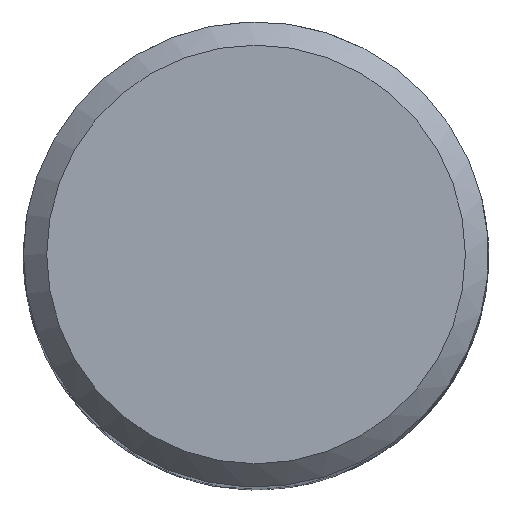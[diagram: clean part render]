
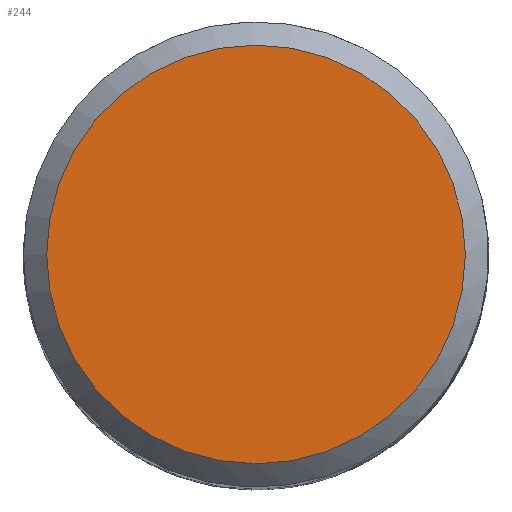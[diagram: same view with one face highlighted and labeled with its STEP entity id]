
A CAD part, top view. The second image highlights one B-rep face of the part: STEP entity #244.
In plain terms, the highlighted planar face has unit normal (0, 0, 1).
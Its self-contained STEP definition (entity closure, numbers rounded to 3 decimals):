
#108=PLANE('',#400);
#113=FACE_OUTER_BOUND('',#141,.T.);
#141=EDGE_LOOP('',(#174));
#174=ORIENTED_EDGE('',*,*,#201,.F.);
#201=EDGE_CURVE('',#294,#294,#216,.T.);
#216=CIRCLE('',#399,8.997);
#244=ADVANCED_FACE('',(#113),#108,.F.);
#294=VERTEX_POINT('',#5247);
#399=AXIS2_PLACEMENT_3D('',#5246,#475,#476);
#400=AXIS2_PLACEMENT_3D('',#5248,#477,#478);
#475=DIRECTION('',(0.,0.,-1.));
#476=DIRECTION('',(-1.,0.,0.));
#477=DIRECTION('',(0.,0.,-1.));
#478=DIRECTION('',(-1.,0.,0.));
#5246=CARTESIAN_POINT('',(0.,0.,
0.013));
#5247=CARTESIAN_POINT('',(-8.997,0.,0.013));
#5248=CARTESIAN_POINT('',(0.,0.,
0.013));
